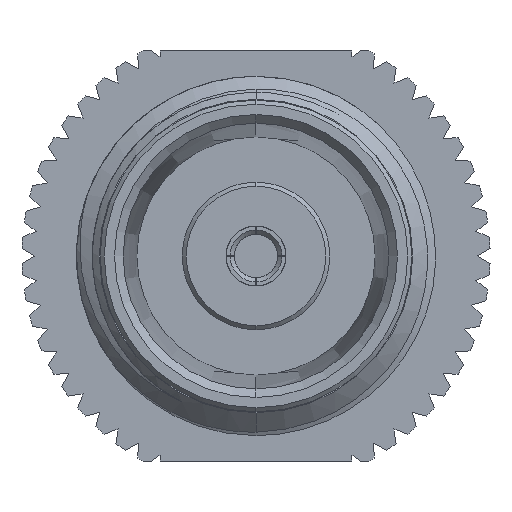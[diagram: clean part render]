
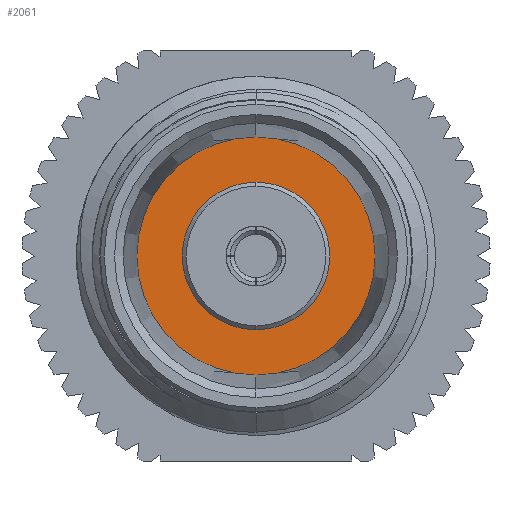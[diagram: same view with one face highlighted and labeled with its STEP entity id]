
A CAD part, left-side view. The second image highlights one B-rep face of the part: STEP entity #2061.
In plain terms, the highlighted planar face has unit normal (-1, 0, 0).
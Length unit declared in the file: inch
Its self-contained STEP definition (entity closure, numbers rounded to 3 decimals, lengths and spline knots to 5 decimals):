
#65 = EDGE_CURVE ( 'NONE', #837, #12999, #12220, .T. ) ;
#837 = VERTEX_POINT ( 'NONE', #12473 ) ;
#1221 = DIRECTION ( 'NONE',  ( -1., 0., 0. ) ) ;
#1373 = VERTEX_POINT ( 'NONE', #11606 ) ;
#1582 = DIRECTION ( 'NONE',  ( -1., 0., 0. ) ) ;
#1949 = CARTESIAN_POINT ( 'NONE',  ( 0.33, 0., 0.09 ) ) ;
#2061 = ADVANCED_FACE ( 'NONE', ( #6915, #2616 ), #11033, .T. ) ;
#2248 = DIRECTION ( 'NONE',  ( 0., 0., 1. ) ) ;
#2348 = CARTESIAN_POINT ( 'NONE',  ( 0.33, 0., 0. ) ) ;
#2616 = FACE_OUTER_BOUND ( 'NONE', #10044, .T. ) ;
#2651 = AXIS2_PLACEMENT_3D ( 'NONE', #2348, #7747, #8574 ) ;
#2672 = ORIENTED_EDGE ( 'NONE', *, *, #8809, .T. ) ;
#3039 = AXIS2_PLACEMENT_3D ( 'NONE', #6787, #12128, #10014 ) ;
#3284 = ORIENTED_EDGE ( 'NONE', *, *, #13214, .F. ) ;
#4984 = DIRECTION ( 'NONE',  ( 0., 0., 1. ) ) ;
#5408 = AXIS2_PLACEMENT_3D ( 'NONE', #11986, #1582, #5761 ) ;
#5761 = DIRECTION ( 'NONE',  ( 0., 0., 1. ) ) ;
#5951 = EDGE_LOOP ( 'NONE', ( #8183, #3284 ) ) ;
#6631 = ORIENTED_EDGE ( 'NONE', *, *, #9957, .T. ) ;
#6787 = CARTESIAN_POINT ( 'NONE',  ( 0.33, 0., 0. ) ) ;
#6915 = FACE_BOUND ( 'NONE', #5951, .T. ) ;
#7133 = CIRCLE ( 'NONE', #10202, 0.14521 ) ;
#7747 = DIRECTION ( 'NONE',  ( -1., 0., 0. ) ) ;
#8051 = CARTESIAN_POINT ( 'NONE',  ( 0.33, 0., 0. ) ) ;
#8183 = ORIENTED_EDGE ( 'NONE', *, *, #65, .F. ) ;
#8574 = DIRECTION ( 'NONE',  ( 0., 0., 1. ) ) ;
#8683 = AXIS2_PLACEMENT_3D ( 'NONE', #8051, #9234, #4984 ) ;
#8809 = EDGE_CURVE ( 'NONE', #10079, #1373, #7133, .T. ) ;
#8873 = CARTESIAN_POINT ( 'NONE',  ( 0.33, 0., 0.14521 ) ) ;
#9234 = DIRECTION ( 'NONE',  ( -1., 0., 0. ) ) ;
#9784 = CARTESIAN_POINT ( 'NONE',  ( 0.33, 0., 0. ) ) ;
#9957 = EDGE_CURVE ( 'NONE', #1373, #10079, #12407, .T. ) ;
#10014 = DIRECTION ( 'NONE',  ( 0., 0., 1. ) ) ;
#10044 = EDGE_LOOP ( 'NONE', ( #2672, #6631 ) ) ;
#10079 = VERTEX_POINT ( 'NONE', #8873 ) ;
#10202 = AXIS2_PLACEMENT_3D ( 'NONE', #9784, #1221, #2248 ) ;
#10739 = CIRCLE ( 'NONE', #2651, 0.09 ) ;
#11033 = PLANE ( 'NONE',  #3039 ) ;
#11606 = CARTESIAN_POINT ( 'NONE',  ( 0.33, 0., -0.14521 ) ) ;
#11986 = CARTESIAN_POINT ( 'NONE',  ( 0.33, 0., 0. ) ) ;
#12128 = DIRECTION ( 'NONE',  ( -1., 0., 0. ) ) ;
#12220 = CIRCLE ( 'NONE', #8683, 0.09 ) ;
#12407 = CIRCLE ( 'NONE', #5408, 0.14521 ) ;
#12473 = CARTESIAN_POINT ( 'NONE',  ( 0.33, 0., -0.09 ) ) ;
#12999 = VERTEX_POINT ( 'NONE', #1949 ) ;
#13214 = EDGE_CURVE ( 'NONE', #12999, #837, #10739, .T. ) ;
